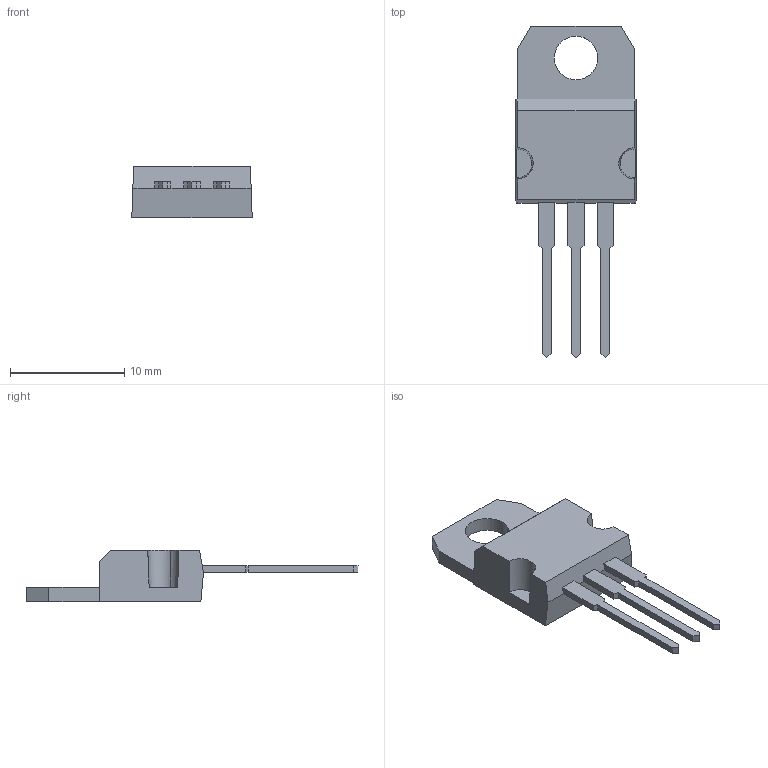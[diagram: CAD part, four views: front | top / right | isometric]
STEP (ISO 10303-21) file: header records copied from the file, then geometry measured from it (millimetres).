
FILE_DESCRIPTION (( 'STEP AP214' ), '1' );
FILE_NAME ('SW3dPS-L7805CV.STEP', '2009-09-25T13:41:40', ( 'sysAdmin' ), ( 'SolidWorks' ), 'SwSTEP 2.0', 'SolidWorks 2009', '' );
FILE_SCHEMA (( 'AUTOMOTIVE_DESIGN' ));
Length unit declared in the file: millimetre
Products named in the file (1): SW3dPS-L7805CV
Bounding box: 10.51 x 29 x 4.5 mm (x, y, z)
Volume: 482.6 mm3; surface area: 615.1 mm2
Topology: 1 solids, 1 shells, 52 faces, 144 edges, 94 vertices
Faces by surface type: plane 46, bspline 6
Entity records: 1808 total; most frequent: CARTESIAN_POINT 491, ORIENTED_EDGE 288, DIRECTION 222, EDGE_CURVE 144, LINE 128, VECTOR 128, VERTEX_POINT 94, EDGE_LOOP 54
